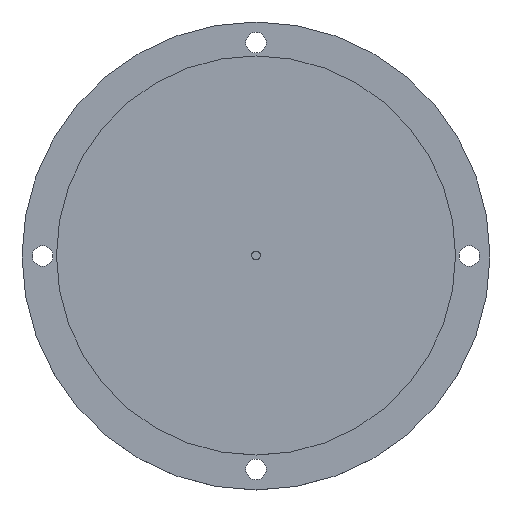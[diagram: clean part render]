
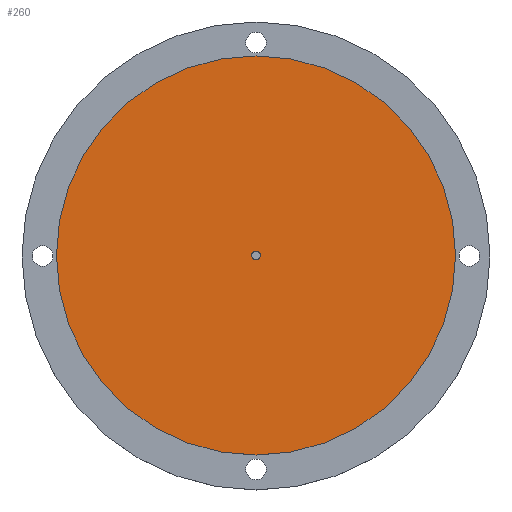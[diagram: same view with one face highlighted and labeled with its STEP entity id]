
A CAD part, top view. The second image highlights one B-rep face of the part: STEP entity #260.
In plain terms, the highlighted planar face has unit normal (0, 0, 1).
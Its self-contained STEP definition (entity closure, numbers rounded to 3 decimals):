
#45=FACE_BOUND('',#82,.T.);
#65=FACE_OUTER_BOUND('',#81,.T.);
#81=EDGE_LOOP('',(#217,#218));
#82=EDGE_LOOP('',(#219,#220));
#103=CIRCLE('',#295,3.175);
#104=CIRCLE('',#296,3.175);
#115=CIRCLE('',#312,145.);
#116=CIRCLE('',#313,145.);
#127=VERTEX_POINT('',#430);
#128=VERTEX_POINT('',#432);
#139=VERTEX_POINT('',#464);
#140=VERTEX_POINT('',#466);
#153=EDGE_CURVE('',#127,#128,#103,.T.);
#154=EDGE_CURVE('',#128,#127,#104,.T.);
#170=EDGE_CURVE('',#139,#140,#115,.T.);
#171=EDGE_CURVE('',#140,#139,#116,.T.);
#217=ORIENTED_EDGE('',*,*,#171,.F.);
#218=ORIENTED_EDGE('',*,*,#170,.F.);
#219=ORIENTED_EDGE('',*,*,#154,.F.);
#220=ORIENTED_EDGE('',*,*,#153,.F.);
#247=PLANE('',#314);
#260=ADVANCED_FACE('',(#65,#45),#247,.F.);
#295=AXIS2_PLACEMENT_3D('',#433,#347,#348);
#296=AXIS2_PLACEMENT_3D('',#434,#349,#350);
#312=AXIS2_PLACEMENT_3D('',#467,#386,#387);
#313=AXIS2_PLACEMENT_3D('',#468,#388,#389);
#314=AXIS2_PLACEMENT_3D('',#469,#390,#391);
#347=DIRECTION('center_axis',(0.,0.,1.));
#348=DIRECTION('ref_axis',(0.,1.,0.));
#349=DIRECTION('center_axis',(0.,0.,1.));
#350=DIRECTION('ref_axis',(0.,1.,0.));
#386=DIRECTION('center_axis',(0.,0.,-1.));
#387=DIRECTION('ref_axis',(0.,1.,0.));
#388=DIRECTION('center_axis',(0.,0.,-1.));
#389=DIRECTION('ref_axis',(0.,1.,0.));
#390=DIRECTION('center_axis',(0.,0.,-1.));
#391=DIRECTION('ref_axis',(-1.,0.,0.));
#430=CARTESIAN_POINT('',(-3.175,0.,220.));
#432=CARTESIAN_POINT('',(0.,3.175,220.));
#433=CARTESIAN_POINT('Origin',(0.,0.,220.));
#434=CARTESIAN_POINT('Origin',(0.,0.,220.));
#464=CARTESIAN_POINT('',(145.,0.,220.));
#466=CARTESIAN_POINT('',(0.,145.,220.));
#467=CARTESIAN_POINT('Origin',(0.,0.,220.));
#468=CARTESIAN_POINT('Origin',(0.,0.,220.));
#469=CARTESIAN_POINT('Origin',(0.,0.,220.));
